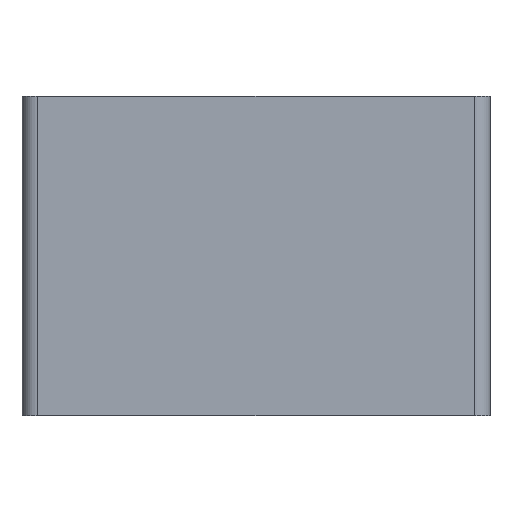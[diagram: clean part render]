
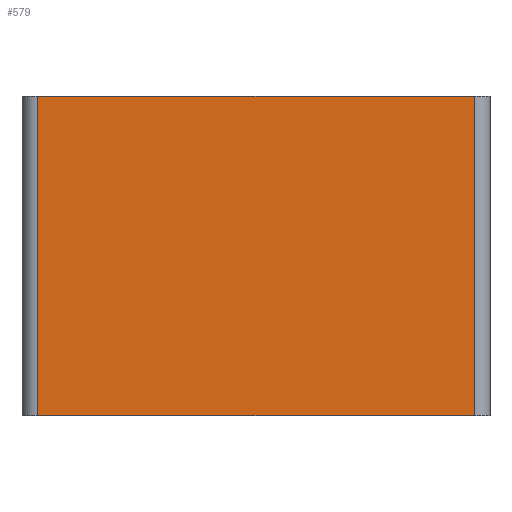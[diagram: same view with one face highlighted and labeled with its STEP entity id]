
A CAD part, front view. The second image highlights one B-rep face of the part: STEP entity #579.
In plain terms, the highlighted planar face has unit normal (0, -1, 0).
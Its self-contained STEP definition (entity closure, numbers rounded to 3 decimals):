
#26=PLANE('',#647);
#52=FACE_OUTER_BOUND('',#85,.T.);
#85=EDGE_LOOP('',(#480,#481,#482,#483));
#123=LINE('',#912,#179);
#140=LINE('',#970,#196);
#141=LINE('',#973,#197);
#142=LINE('',#974,#198);
#179=VECTOR('',#725,10.);
#196=VECTOR('',#788,10.);
#197=VECTOR('',#791,10.);
#198=VECTOR('',#792,10.);
#267=VERTEX_POINT('',#909);
#268=VERTEX_POINT('',#911);
#286=VERTEX_POINT('',#968);
#287=VERTEX_POINT('',#972);
#328=EDGE_CURVE('',#267,#268,#123,.T.);
#359=EDGE_CURVE('',#286,#267,#140,.T.);
#360=EDGE_CURVE('',#287,#286,#141,.T.);
#361=EDGE_CURVE('',#268,#287,#142,.T.);
#480=ORIENTED_EDGE('',*,*,#359,.F.);
#481=ORIENTED_EDGE('',*,*,#360,.F.);
#482=ORIENTED_EDGE('',*,*,#361,.F.);
#483=ORIENTED_EDGE('',*,*,#328,.F.);
#579=ADVANCED_FACE('',(#52),#26,.T.);
#647=AXIS2_PLACEMENT_3D('',#971,#789,#790);
#725=DIRECTION('',(1.,0.,0.));
#788=DIRECTION('',(0.,0.,1.));
#789=DIRECTION('center_axis',(0.,-1.,0.));
#790=DIRECTION('ref_axis',(1.,0.,0.));
#791=DIRECTION('',(-1.,0.,0.));
#792=DIRECTION('',(0.,0.,-1.));
#909=CARTESIAN_POINT('',(-116.929,-145.,20.5));
#911=CARTESIAN_POINT('',(-88.929,-145.,20.5));
#912=CARTESIAN_POINT('',(-117.929,-145.,20.5));
#968=CARTESIAN_POINT('',(-116.929,-145.,0.));
#970=CARTESIAN_POINT('',(-116.929,-145.,7.5));
#971=CARTESIAN_POINT('Origin',(-117.929,-145.,7.5));
#972=CARTESIAN_POINT('',(-88.929,-145.,0.));
#973=CARTESIAN_POINT('',(-87.929,-145.,0.));
#974=CARTESIAN_POINT('',(-88.929,-145.,7.5));
